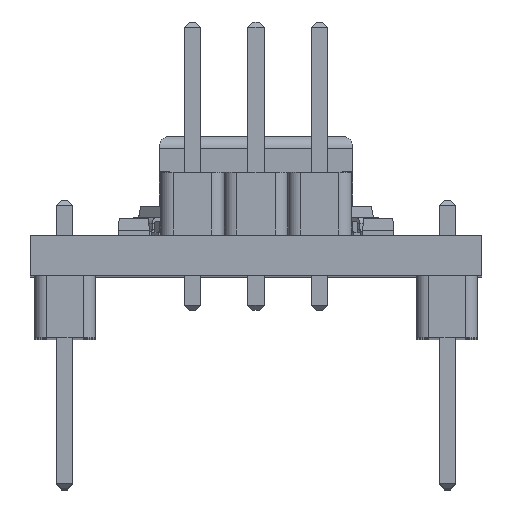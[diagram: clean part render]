
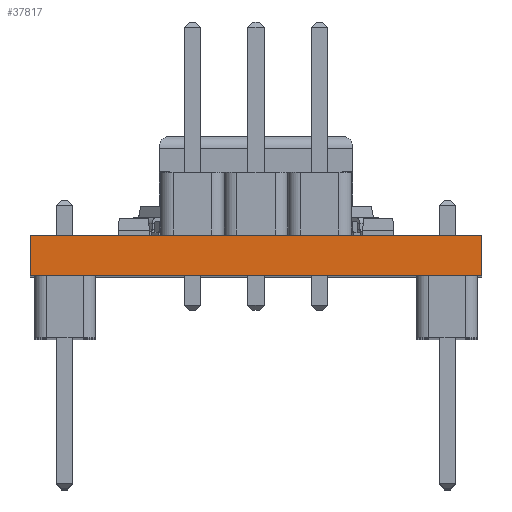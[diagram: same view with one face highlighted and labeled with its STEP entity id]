
A CAD part, top view. The second image highlights one B-rep face of the part: STEP entity #37817.
In plain terms, the highlighted planar face has unit normal (0, 0, 1).
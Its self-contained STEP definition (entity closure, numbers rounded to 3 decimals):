
#629 = AXIS2_PLACEMENT_3D ( 'NONE', #71508, #32189, #12990 ) ;
#1340 = EDGE_CURVE ( 'NONE', #57642, #14189, #23673, .T. ) ;
#4941 = CARTESIAN_POINT ( 'NONE',  ( 9., 2.5, 21.6 ) ) ;
#6004 = VECTOR ( 'NONE', #25480, 1000. ) ;
#6010 = ORIENTED_EDGE ( 'NONE', *, *, #34568, .F. ) ;
#9671 = EDGE_CURVE ( 'NONE', #57642, #17308, #23274, .T. ) ;
#12990 = DIRECTION ( 'NONE',  ( -1., 0., 0. ) ) ;
#14189 = VERTEX_POINT ( 'NONE', #27363 ) ;
#14402 = ORIENTED_EDGE ( 'NONE', *, *, #1340, .F. ) ;
#15460 = DIRECTION ( 'NONE',  ( 0., -1., 0. ) ) ;
#17308 = VERTEX_POINT ( 'NONE', #4941 ) ;
#19171 = PLANE ( 'NONE',  #629 ) ;
#21370 = EDGE_LOOP ( 'NONE', ( #55300, #6010, #14402, #23079 ) ) ;
#23079 = ORIENTED_EDGE ( 'NONE', *, *, #9671, .T. ) ;
#23274 = LINE ( 'NONE', #51715, #53668 ) ;
#23673 = LINE ( 'NONE', #65873, #67199 ) ;
#24796 = EDGE_CURVE ( 'NONE', #72084, #17308, #61191, .T. ) ;
#25480 = DIRECTION ( 'NONE',  ( 1., 0., 0. ) ) ;
#27363 = CARTESIAN_POINT ( 'NONE',  ( -9., 4.1, 21.6 ) ) ;
#32189 = DIRECTION ( 'NONE',  ( 0., 0., -1. ) ) ;
#32271 = CARTESIAN_POINT ( 'NONE',  ( 9., 4.1, 21.6 ) ) ;
#34568 = EDGE_CURVE ( 'NONE', #14189, #72084, #77920, .T. ) ;
#37817 = ADVANCED_FACE ( 'NONE', ( #70282 ), #19171, .F. ) ;
#45436 = DIRECTION ( 'NONE',  ( 1., 0., 0. ) ) ;
#51715 = CARTESIAN_POINT ( 'NONE',  ( 0., 2.5, 21.6 ) ) ;
#52640 = DIRECTION ( 'NONE',  ( 0., 1., 0. ) ) ;
#53200 = CARTESIAN_POINT ( 'NONE',  ( 9., 4.1, 21.6 ) ) ;
#53668 = VECTOR ( 'NONE', #45436, 1000. ) ;
#54244 = CARTESIAN_POINT ( 'NONE',  ( 9., 4.1, 21.6 ) ) ;
#55300 = ORIENTED_EDGE ( 'NONE', *, *, #24796, .F. ) ;
#56174 = VECTOR ( 'NONE', #15460, 1000. ) ;
#57642 = VERTEX_POINT ( 'NONE', #61049 ) ;
#61049 = CARTESIAN_POINT ( 'NONE',  ( -9., 2.5, 21.6 ) ) ;
#61191 = LINE ( 'NONE', #54244, #56174 ) ;
#65873 = CARTESIAN_POINT ( 'NONE',  ( -9., 4.1, 21.6 ) ) ;
#67199 = VECTOR ( 'NONE', #52640, 1000. ) ;
#70282 = FACE_OUTER_BOUND ( 'NONE', #21370, .T. ) ;
#71508 = CARTESIAN_POINT ( 'NONE',  ( 9., 4.1, 21.6 ) ) ;
#72084 = VERTEX_POINT ( 'NONE', #53200 ) ;
#77920 = LINE ( 'NONE', #32271, #6004 ) ;
